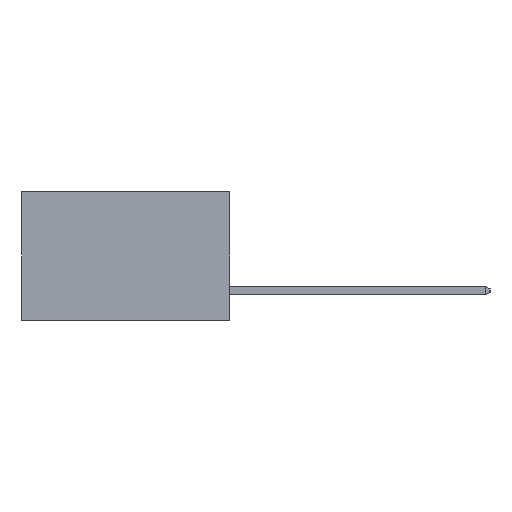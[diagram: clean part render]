
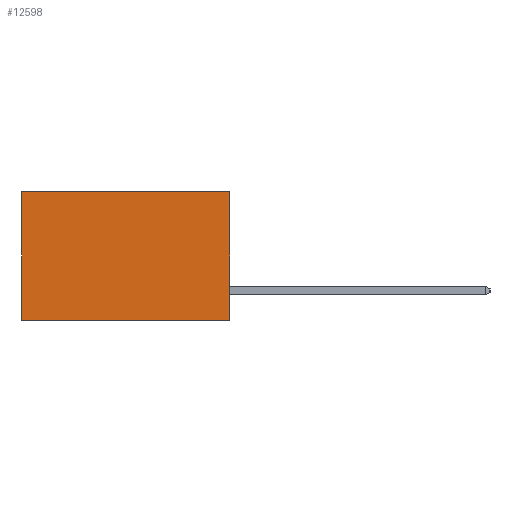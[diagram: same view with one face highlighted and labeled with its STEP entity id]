
A CAD part, left-side view. The second image highlights one B-rep face of the part: STEP entity #12598.
In plain terms, the highlighted planar face has unit normal (-1, 0, 0).
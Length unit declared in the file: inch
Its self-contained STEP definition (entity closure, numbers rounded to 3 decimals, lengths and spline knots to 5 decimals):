
#849 = CARTESIAN_POINT ( 'NONE',  ( 0.298, 0.6, 0. ) ) ;
#1606 = ORIENTED_EDGE ( 'NONE', *, *, #14483, .T. ) ;
#1834 = ORIENTED_EDGE ( 'NONE', *, *, #14890, .F. ) ;
#2786 = DIRECTION ( 'NONE',  ( 0., 0., -1. ) ) ;
#2831 = VECTOR ( 'NONE', #13514, 39.37008 ) ;
#3640 = VECTOR ( 'NONE', #10530, 39.37008 ) ;
#3652 = LINE ( 'NONE', #16185, #2831 ) ;
#3715 = EDGE_CURVE ( 'NONE', #13816, #15739, #8462, .T. ) ;
#4833 = VERTEX_POINT ( 'NONE', #14692 ) ;
#5019 = PLANE ( 'NONE',  #8637 ) ;
#5052 = EDGE_CURVE ( 'NONE', #4833, #15739, #12232, .T. ) ;
#5674 = VECTOR ( 'NONE', #2786, 39.37008 ) ;
#6163 = ORIENTED_EDGE ( 'NONE', *, *, #5052, .T. ) ;
#7514 = CARTESIAN_POINT ( 'NONE',  ( 0.298, 0., -0.37 ) ) ;
#7558 = CARTESIAN_POINT ( 'NONE',  ( 0.298, 0., 0. ) ) ;
#8073 = VECTOR ( 'NONE', #8952, 39.37008 ) ;
#8462 = LINE ( 'NONE', #8621, #8073 ) ;
#8621 = CARTESIAN_POINT ( 'NONE',  ( 0.298, 0., -0.37 ) ) ;
#8637 = AXIS2_PLACEMENT_3D ( 'NONE', #7558, #16040, #8817 ) ;
#8817 = DIRECTION ( 'NONE',  ( 0., 0., -1. ) ) ;
#8952 = DIRECTION ( 'NONE',  ( 0., 1., 0. ) ) ;
#9321 = CARTESIAN_POINT ( 'NONE',  ( 0.298, 0., 0. ) ) ;
#10519 = VERTEX_POINT ( 'NONE', #14044 ) ;
#10530 = DIRECTION ( 'NONE',  ( 0., 0., -1. ) ) ;
#12232 = LINE ( 'NONE', #849, #5674 ) ;
#12598 = ADVANCED_FACE ( 'NONE', ( #15180 ), #5019, .F. ) ;
#12615 = EDGE_LOOP ( 'NONE', ( #6163, #14613, #1834, #1606 ) ) ;
#13223 = LINE ( 'NONE', #9321, #3640 ) ;
#13514 = DIRECTION ( 'NONE',  ( 0., 1., 0. ) ) ;
#13816 = VERTEX_POINT ( 'NONE', #7514 ) ;
#14044 = CARTESIAN_POINT ( 'NONE',  ( 0.298, 0., 0. ) ) ;
#14483 = EDGE_CURVE ( 'NONE', #10519, #4833, #3652, .T. ) ;
#14613 = ORIENTED_EDGE ( 'NONE', *, *, #3715, .F. ) ;
#14692 = CARTESIAN_POINT ( 'NONE',  ( 0.298, 0.6, 0. ) ) ;
#14702 = CARTESIAN_POINT ( 'NONE',  ( 0.298, 0.6, -0.37 ) ) ;
#14890 = EDGE_CURVE ( 'NONE', #10519, #13816, #13223, .T. ) ;
#15180 = FACE_OUTER_BOUND ( 'NONE', #12615, .T. ) ;
#15739 = VERTEX_POINT ( 'NONE', #14702 ) ;
#16040 = DIRECTION ( 'NONE',  ( 1., 0., 0. ) ) ;
#16185 = CARTESIAN_POINT ( 'NONE',  ( 0.298, 0., 0. ) ) ;
